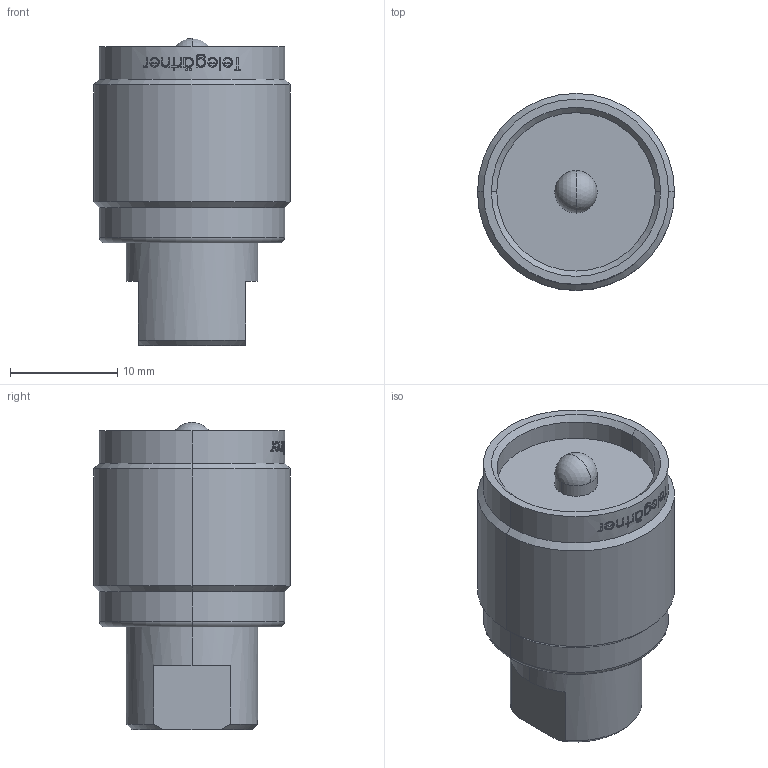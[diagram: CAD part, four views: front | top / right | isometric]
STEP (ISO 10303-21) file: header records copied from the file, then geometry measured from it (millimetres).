
FILE_DESCRIPTION (( 'STEP AP214' ), '1' );
FILE_NAME ('J01043A0000.STEP', '2018-11-19T08:49:47', ( '' ), ( '' ), 'SwSTEP 2.0', 'SolidWorks 2017', '' );
FILE_SCHEMA (( 'AUTOMOTIVE_DESIGN' ));
Length unit declared in the file: millimetre
Products named in the file (1): J01043A0000
Bounding box: 18.4 x 18.4 x 28.7 mm (x, y, z)
Volume: 5215.2 mm3; surface area: 2071.9 mm2
Topology: 1 solids, 1 shells, 200 faces, 517 edges, 338 vertices
Faces by surface type: bspline 78, plane 72, cylinder 34, cone 10, sphere 4, torus 2
Entity records: 11059 total; most frequent: CARTESIAN_POINT 4450, ORIENTED_EDGE 1026, DIRECTION 701, EDGE_CURVE 513, VERTEX_POINT 338, AXIS2_PLACEMENT_3D 235, LINE 231, VECTOR 231
